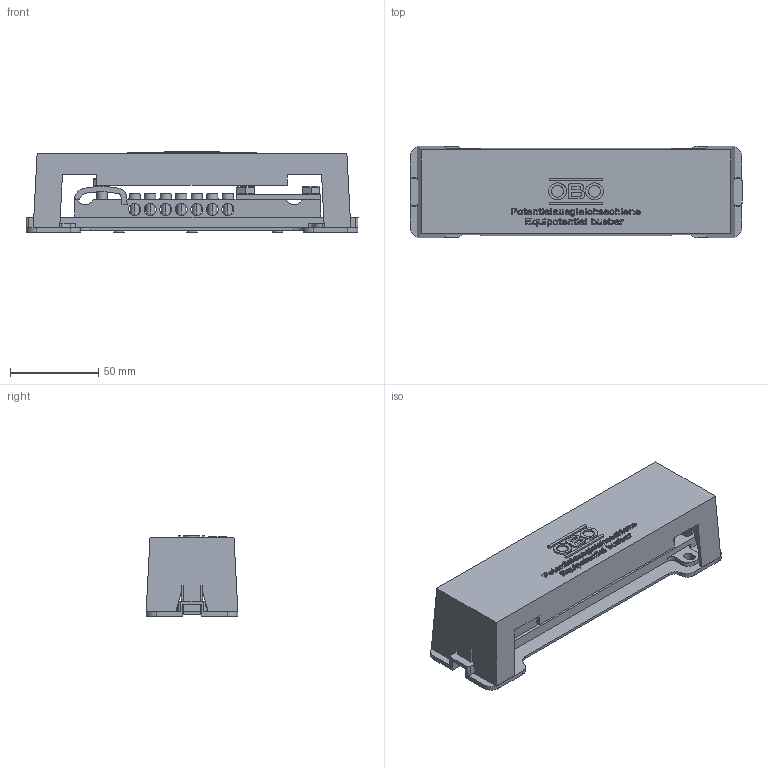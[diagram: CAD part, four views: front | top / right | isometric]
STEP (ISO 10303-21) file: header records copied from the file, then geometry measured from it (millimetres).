
FILE_DESCRIPTION(/* description */ (''),/* implementation_level */ '2;1');
FILE_NAME(/* name */ '5015073',/* time_stamp */ '2016-03-03T14:35:07+01:00',/* author */ (''),/* organization */ (''),/* preprocessor_version */ 'ST-DEVELOPER v15',/* originating_system */ '',/* authorisation */ '');
FILE_SCHEMA (('CONFIG_CONTROL_DESIGN'));
Length unit declared in the file: millimetre
Products named in the file (2): Document; 5015073
Assembly tree (1 placements, depth 2):
  Document
    5015073
Bounding box: 188.21 x 52 x 45.5 mm (x, y, z)
Volume: 56985.7 mm3; surface area: 74640.8 mm2
Topology: 14 solids, 15 shells, 2524 faces, 7161 edges, 4768 vertices
Faces by surface type: plane 2234, bspline 290
Entity records: 77450 total; most frequent: CARTESIAN_POINT 29754, ORIENTED_EDGE 14324, EDGE_CURVE 7165, B_SPLINE_CURVE_WITH_KNOTS 6627, VERTEX_POINT 4768, EDGE_LOOP 2673, ADVANCED_FACE 2524, FACE_OUTER_BOUND 2524
